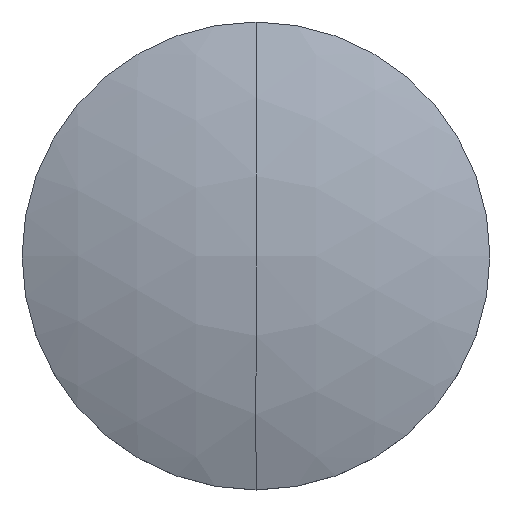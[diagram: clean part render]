
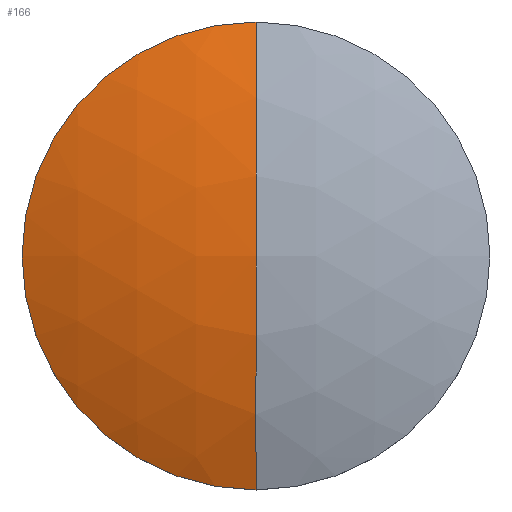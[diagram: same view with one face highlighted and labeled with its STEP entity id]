
A CAD part, top view. The second image highlights one B-rep face of the part: STEP entity #166.
In plain terms, the highlighted spherical face has radius 32.54 mm.
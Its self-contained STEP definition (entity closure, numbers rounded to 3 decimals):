
#2 = DIRECTION ( 'NONE',  ( 0., -1., 0. ) ) ;
#3 = DIRECTION ( 'NONE',  ( -1., 0., 0. ) ) ;
#4 = CARTESIAN_POINT ( 'NONE',  ( 0., 0., -30.25 ) ) ;
#5 = AXIS2_PLACEMENT_3D ( 'NONE', #41, #39, #38 ) ;
#6 = DIRECTION ( 'NONE',  ( 0., 1., 0. ) ) ;
#7 = DIRECTION ( 'NONE',  ( -1., 0., 0. ) ) ;
#8 = CARTESIAN_POINT ( 'NONE',  ( 0., 0., -30.25 ) ) ;
#9 = CIRCLE ( 'NONE', #11, 32.54 ) ;
#11 = AXIS2_PLACEMENT_3D ( 'NONE', #4, #3, #2 ) ;
#12 = SPHERICAL_SURFACE ( 'NONE', #14, 32.54 ) ;
#13 = CIRCLE ( 'NONE', #5, 32.54 ) ;
#14 = AXIS2_PLACEMENT_3D ( 'NONE', #8, #7, #6 ) ;
#38 = DIRECTION ( 'NONE',  ( 0., 0., -1. ) ) ;
#39 = DIRECTION ( 'NONE',  ( 1., 0., 0. ) ) ;
#41 = CARTESIAN_POINT ( 'NONE',  ( 0., 0., -30.25 ) ) ;
#79 = CARTESIAN_POINT ( 'NONE',  ( 0., 0., -0.291 ) ) ;
#100 = DIRECTION ( 'NONE',  ( 0., -1., 0. ) ) ;
#101 = DIRECTION ( 'NONE',  ( 0., 0., 1. ) ) ;
#102 = AXIS2_PLACEMENT_3D ( 'NONE', #79, #101, #100 ) ;
#137 = FACE_OUTER_BOUND ( 'NONE', #158, .T. ) ;
#138 = CARTESIAN_POINT ( 'NONE',  ( 0., -12.7, -0.291 ) ) ;
#158 = EDGE_LOOP ( 'NONE', ( #168, #167, #165 ) ) ;
#159 = VERTEX_POINT ( 'NONE', #138 ) ;
#160 = EDGE_CURVE ( 'NONE', #161, #159, #188, .T. ) ;
#161 = VERTEX_POINT ( 'NONE', #194 ) ;
#164 = VERTEX_POINT ( 'NONE', #189 ) ;
#165 = ORIENTED_EDGE ( 'NONE', *, *, #172, .F. ) ;
#166 = ADVANCED_FACE ( 'NONE', ( #137 ), #12, .T. ) ;
#167 = ORIENTED_EDGE ( 'NONE', *, *, #169, .T. ) ;
#168 = ORIENTED_EDGE ( 'NONE', *, *, #160, .T. ) ;
#169 = EDGE_CURVE ( 'NONE', #159, #164, #9, .T. ) ;
#172 = EDGE_CURVE ( 'NONE', #161, #164, #13, .T. ) ;
#188 = CIRCLE ( 'NONE', #102, 12.7 ) ;
#189 = CARTESIAN_POINT ( 'NONE',  ( 0., 0., 2.29 ) ) ;
#194 = CARTESIAN_POINT ( 'NONE',  ( 0., 12.7, -0.291 ) ) ;
